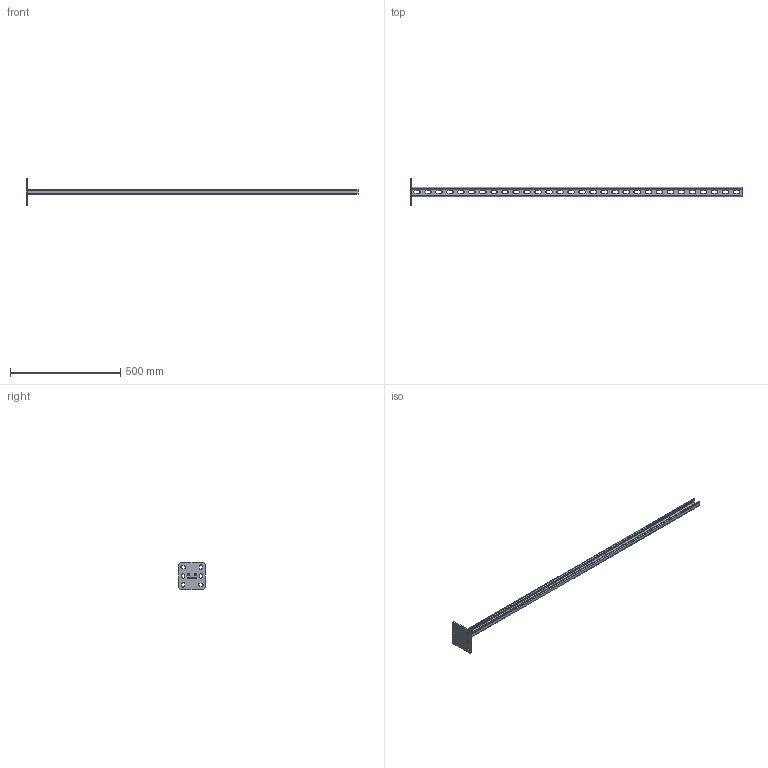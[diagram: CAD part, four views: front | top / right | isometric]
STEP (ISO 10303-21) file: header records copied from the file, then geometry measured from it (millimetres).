
FILE_DESCRIPTION (( 'STEP AP203' ), '1' );
FILE_NAME ('Êðîíøòåéí ïîòîëî÷íûé îäèíàðíûé_h21-1500.step', '2022-01-27T08:18:48', ( '' ), ( '' ), 'SwSTEP 2.0', 'SolidWorks 2017', '' );
FILE_SCHEMA (( 'CONFIG_CONTROL_DESIGN' ));
Products named in the file (3): Ïÿòêà ïîòîëî÷êàÿ; STRUT-镳铘桦黖h21-1500; Êðîíøòåéí ïîòîëî÷íûé îäèíàðíûé_h21-1500
Assembly tree (2 placements, depth 2):
  Êðîíøòåéí ïîòîëî÷íûé îäèíàðíûé_h21-1500
    Ïÿòêà ïîòîëî÷êàÿ
    STRUT-镳铘桦黖h21-1500
Bounding box: 1506 x 120 x 120 mm (x, y, z)
Volume: 405794.8 mm3; surface area: 306878.6 mm2
Topology: 2 solids, 2 shells, 1810 faces, 5370 edges, 3564 vertices
Faces by surface type: plane 1720, cylinder 90
Entity records: 59839 total; most frequent: CARTESIAN_POINT 10749, ORIENTED_EDGE 10740, DIRECTION 9180, EDGE_CURVE 5370, LINE 5190, VECTOR 5190, VERTEX_POINT 3564, AXIS2_PLACEMENT_3D 1995
